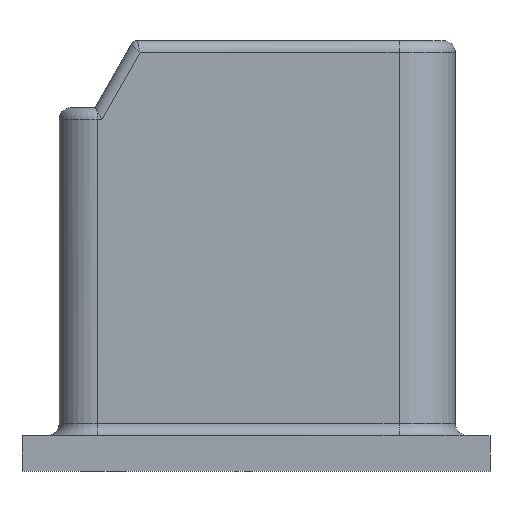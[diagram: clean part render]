
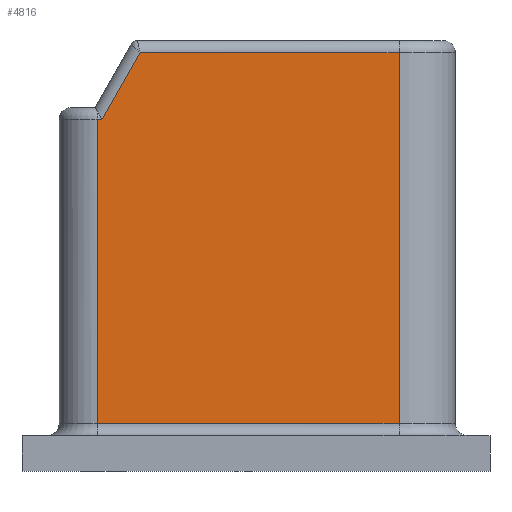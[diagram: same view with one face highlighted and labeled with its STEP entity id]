
A CAD part, left-side view. The second image highlights one B-rep face of the part: STEP entity #4816.
In plain terms, the highlighted planar face has unit normal (-1, 0, 0).
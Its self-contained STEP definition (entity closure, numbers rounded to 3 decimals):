
#4773=AXIS2_PLACEMENT_3D('Plane Axis2P3D',#4770,#4771,#4772) ;
#4558=CARTESIAN_POINT('Vertex',(-4.85,0.8,16.)) ;
#4561=CARTESIAN_POINT('Line Origine',(-4.85,0.8,8.25)) ;
#4565=CARTESIAN_POINT('Vertex',(-4.85,0.8,0.5)) ;
#4770=CARTESIAN_POINT('Axis2P3D Location',(-4.85,15.,0.)) ;
#4775=CARTESIAN_POINT('Line Origine',(-4.85,6.205,16.)) ;
#4779=CARTESIAN_POINT('Vertex',(-4.85,11.61,16.)) ;
#4782=CARTESIAN_POINT('Line Origine',(-4.85,12.41,14.6)) ;
#4786=CARTESIAN_POINT('Vertex',(-4.85,13.21,13.2)) ;
#4789=CARTESIAN_POINT('Line Origine',(-4.85,13.305,13.2)) ;
#4793=CARTESIAN_POINT('Vertex',(-4.85,13.4,13.2)) ;
#4796=CARTESIAN_POINT('Line Origine',(-4.85,13.4,6.85)) ;
#4800=CARTESIAN_POINT('Vertex',(-4.85,13.4,0.5)) ;
#4803=CARTESIAN_POINT('Line Origine',(-4.85,7.1,0.5)) ;
#4562=DIRECTION('Vector Direction',(0.,0.,1.)) ;
#4771=DIRECTION('Axis2P3D Direction',(-1.,0.,0.)) ;
#4772=DIRECTION('Axis2P3D XDirection',(0.,0.,1.)) ;
#4776=DIRECTION('Vector Direction',(0.,1.,0.)) ;
#4783=DIRECTION('Vector Direction',(0.,0.496,-0.868)) ;
#4790=DIRECTION('Vector Direction',(0.,-1.,0.)) ;
#4797=DIRECTION('Vector Direction',(0.,0.,1.)) ;
#4804=DIRECTION('Vector Direction',(0.,1.,0.)) ;
#4563=VECTOR('Line Direction',#4562,1.) ;
#4777=VECTOR('Line Direction',#4776,1.) ;
#4784=VECTOR('Line Direction',#4783,1.) ;
#4791=VECTOR('Line Direction',#4790,1.) ;
#4798=VECTOR('Line Direction',#4797,1.) ;
#4805=VECTOR('Line Direction',#4804,1.) ;
#4809=ORIENTED_EDGE('',*,*,#4567,.T.) ;
#4810=ORIENTED_EDGE('',*,*,#4781,.F.) ;
#4811=ORIENTED_EDGE('',*,*,#4788,.T.) ;
#4812=ORIENTED_EDGE('',*,*,#4795,.F.) ;
#4813=ORIENTED_EDGE('',*,*,#4802,.F.) ;
#4814=ORIENTED_EDGE('',*,*,#4807,.F.) ;
#4816=ADVANCED_FACE('NOMINAL KEY D',(#4815),#4774,.T.) ;
#4567=EDGE_CURVE('',#4566,#4559,#4564,.T.) ;
#4781=EDGE_CURVE('',#4780,#4559,#4778,.F.) ;
#4788=EDGE_CURVE('',#4780,#4787,#4785,.T.) ;
#4795=EDGE_CURVE('',#4794,#4787,#4792,.T.) ;
#4802=EDGE_CURVE('',#4801,#4794,#4799,.T.) ;
#4807=EDGE_CURVE('',#4566,#4801,#4806,.T.) ;
#4808=EDGE_LOOP('',(#4809,#4810,#4811,#4812,#4813,#4814)) ;
#4815=FACE_OUTER_BOUND('',#4808,.T.) ;
#4564=LINE('Line',#4561,#4563) ;
#4778=LINE('Line',#4775,#4777) ;
#4785=LINE('Line',#4782,#4784) ;
#4792=LINE('Line',#4789,#4791) ;
#4799=LINE('Line',#4796,#4798) ;
#4806=LINE('Line',#4803,#4805) ;
#4774=PLANE('',#4773) ;
#4559=VERTEX_POINT('',#4558) ;
#4566=VERTEX_POINT('',#4565) ;
#4780=VERTEX_POINT('',#4779) ;
#4787=VERTEX_POINT('',#4786) ;
#4794=VERTEX_POINT('',#4793) ;
#4801=VERTEX_POINT('',#4800) ;
